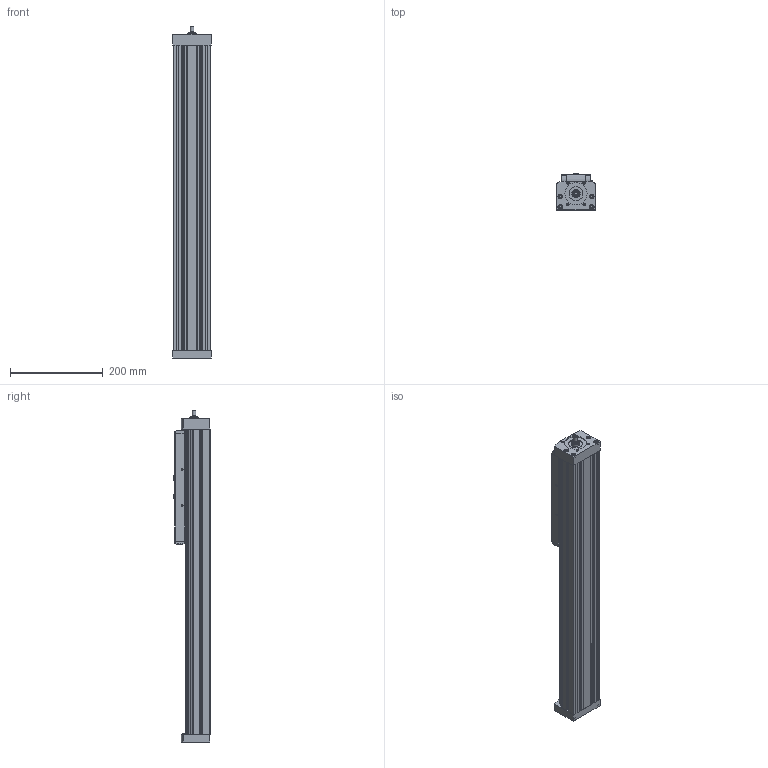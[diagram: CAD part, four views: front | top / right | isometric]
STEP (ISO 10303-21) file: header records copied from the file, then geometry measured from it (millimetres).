
FILE_DESCRIPTION(/* description */ ('STEP AP214'),/* implementation_level */ '2;1');
FILE_NAME(/* name */ '8041825_ELGA-BS-KF-80-400-0H-10P-ML',/* time_stamp */ '2024-08-27T17:18:32+02:00',/* author */ ('License CC BY-ND 4.0'),/* organization */ ('CADENAS'),/* preprocessor_version */ 'ST-DEVELOPER v19.3',/* originating_system */ 'PARTsolutions',/* authorisation */ ' ');
FILE_SCHEMA (('AUTOMOTIVE_DESIGN {1 0 10303 214 3 1 1}'));
Length unit declared in the file: millimetre
Products named in the file (5): 8041825 ELGA-BS-KF-80-400-0H-10P-ML---(0); 8024919 ELGA-BS-KF-80-400-0-ML----(g); 8024919 ELGA-BS-KF----(s); 8137184 ZBH-9-B; 742281 G1/8-AL-SA
Assembly tree (5 placements, depth 2):
  8041825 ELGA-BS-KF-80-400-0H-10P-ML---(0)
    8024919 ELGA-BS-KF-80-400-0-ML----(g)
    8024919 ELGA-BS-KF----(s)
    8137184 ZBH-9-B  x2
    742281 G1/8-AL-SA
Bounding box: 82 x 78.3 x 714 mm (x, y, z)
Volume: 2818302.5 mm3; surface area: 431044.3 mm2
Topology: 5 solids, 6 shells, 650 faces, 1597 edges, 1031 vertices
Faces by surface type: plane 432, cylinder 156, cone 45, torus 17
Full cylindrical faces by diameter (mm): 3.242 x4, 4.134 x14, 4.917 x4, 5 x2, 8 x4, 8.5 x8, 8.566 x1, 9 x6, 9.728 x1, 10 x9, 15 x1, 30 x1, 48 x1
Entity records: 19828 total; most frequent: DIRECTION 3150, CARTESIAN_POINT 3147, ORIENTED_EDGE 2902, EDGE_CURVE 1451, AXIS2_PLACEMENT_3D 1057, LINE 1036, VECTOR 1036, VERTEX_POINT 1010
